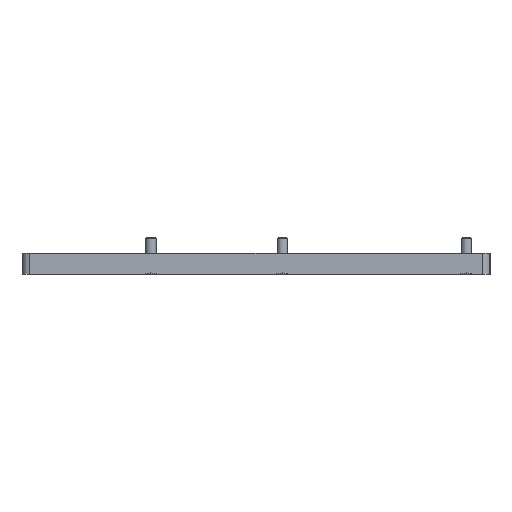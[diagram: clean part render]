
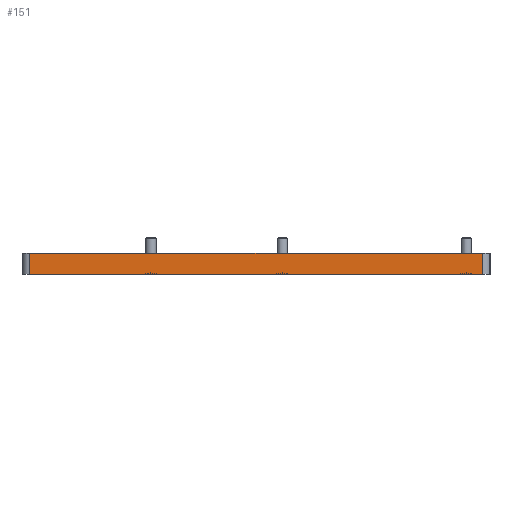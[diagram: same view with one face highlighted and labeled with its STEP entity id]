
A CAD part, left-side view. The second image highlights one B-rep face of the part: STEP entity #151.
In plain terms, the highlighted planar face has unit normal (-1, 0, 0).
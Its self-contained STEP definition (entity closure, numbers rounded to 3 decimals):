
#139 = ORIENTED_EDGE ( 'NONE', *, *, #1558, .F. ) ;
#151 = ADVANCED_FACE ( 'NONE', ( #3620 ), #2155, .F. ) ;
#228 = LINE ( 'NONE', #2368, #2300 ) ;
#270 = DIRECTION ( 'NONE',  ( 0., 1., 0. ) ) ;
#292 = DIRECTION ( 'NONE',  ( 1., 0., 0. ) ) ;
#495 = CARTESIAN_POINT ( 'NONE',  ( -300., -134.3, 8. ) ) ;
#588 = CARTESIAN_POINT ( 'NONE',  ( -300., -134.3, 8. ) ) ;
#594 = ORIENTED_EDGE ( 'NONE', *, *, #3461, .F. ) ;
#598 = CARTESIAN_POINT ( 'NONE',  ( -300., 37.7, 8. ) ) ;
#697 = EDGE_CURVE ( 'NONE', #2006, #1091, #730, .T. ) ;
#730 = LINE ( 'NONE', #2569, #2340 ) ;
#838 = DIRECTION ( 'NONE',  ( 0., 0., -1. ) ) ;
#1006 = ORIENTED_EDGE ( 'NONE', *, *, #2937, .T. ) ;
#1060 = EDGE_LOOP ( 'NONE', ( #3110, #594, #139, #1006 ) ) ;
#1091 = VERTEX_POINT ( 'NONE', #1187 ) ;
#1108 = VERTEX_POINT ( 'NONE', #3673 ) ;
#1130 = LINE ( 'NONE', #3512, #2190 ) ;
#1187 = CARTESIAN_POINT ( 'NONE',  ( -300., -134.3, 0. ) ) ;
#1452 = VERTEX_POINT ( 'NONE', #598 ) ;
#1558 = EDGE_CURVE ( 'NONE', #1452, #1108, #3610, .T. ) ;
#1921 = CARTESIAN_POINT ( 'NONE',  ( -300., 37.7, 0. ) ) ;
#1945 = DIRECTION ( 'NONE',  ( 0., -1., 0. ) ) ;
#1987 = DIRECTION ( 'NONE',  ( 0., -1., 0. ) ) ;
#2006 = VERTEX_POINT ( 'NONE', #1921 ) ;
#2155 = PLANE ( 'NONE',  #2333 ) ;
#2190 = VECTOR ( 'NONE', #838, 1000. ) ;
#2300 = VECTOR ( 'NONE', #3580, 1000. ) ;
#2333 = AXIS2_PLACEMENT_3D ( 'NONE', #588, #292, #270 ) ;
#2340 = VECTOR ( 'NONE', #1945, 1000. ) ;
#2368 = CARTESIAN_POINT ( 'NONE',  ( -300., 37.7, 8. ) ) ;
#2569 = CARTESIAN_POINT ( 'NONE',  ( -300., -134.3, 0. ) ) ;
#2727 = VECTOR ( 'NONE', #1987, 1000. ) ;
#2937 = EDGE_CURVE ( 'NONE', #1452, #2006, #228, .T. ) ;
#3110 = ORIENTED_EDGE ( 'NONE', *, *, #697, .T. ) ;
#3461 = EDGE_CURVE ( 'NONE', #1108, #1091, #1130, .T. ) ;
#3512 = CARTESIAN_POINT ( 'NONE',  ( -300., -134.3, 8. ) ) ;
#3580 = DIRECTION ( 'NONE',  ( 0., 0., -1. ) ) ;
#3610 = LINE ( 'NONE', #495, #2727 ) ;
#3620 = FACE_OUTER_BOUND ( 'NONE', #1060, .T. ) ;
#3673 = CARTESIAN_POINT ( 'NONE',  ( -300., -134.3, 8. ) ) ;
